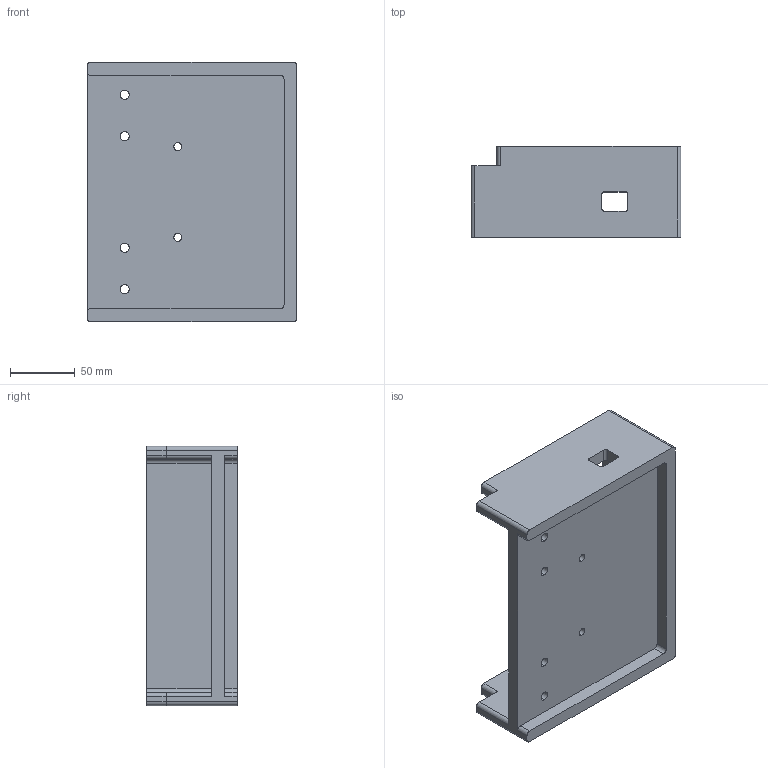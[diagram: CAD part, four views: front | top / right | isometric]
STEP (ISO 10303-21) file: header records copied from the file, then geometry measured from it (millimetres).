
FILE_DESCRIPTION (( 'STEP AP214' ), '1' );
FILE_NAME ('CN_1 - Motor.STEP', '2022-06-02T16:56:17', ( '' ), ( '' ), 'SwSTEP 2.0', 'SolidWorks 2021', '' );
FILE_SCHEMA (( 'AUTOMOTIVE_DESIGN' ));
Length unit declared in the file: millimetre
Products named in the file (1): CN_1 - Motor
Bounding box: 162 x 70 x 200 mm (x, y, z)
Volume: 610793.9 mm3; surface area: 133855.8 mm2
Topology: 1 solids, 1 shells, 150 faces, 429 edges, 276 vertices
Faces by surface type: cylinder 105, plane 30, bspline 9, cone 6
Entity records: 9256 total; most frequent: CARTESIAN_POINT 5659, ORIENTED_EDGE 846, DIRECTION 665, EDGE_CURVE 423, VERTEX_POINT 276, AXIS2_PLACEMENT_3D 232, LINE 201, VECTOR 201
